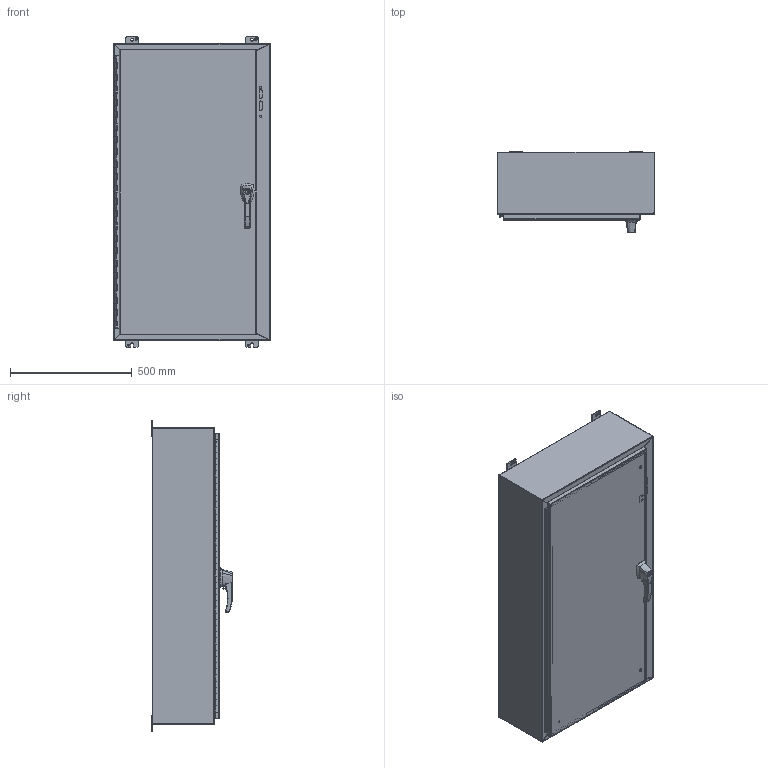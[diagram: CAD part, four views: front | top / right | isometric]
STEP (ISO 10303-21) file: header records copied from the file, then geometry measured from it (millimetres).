
FILE_DESCRIPTION (( 'STEP AP203' ), '1' );
FILE_NAME ('1447SQ10HK_Default.step', '2019-11-12T15:00:22', ( '' ), ( '' ), 'SwSTEP 2.0', 'SolidWorks 2019', '' );
FILE_SCHEMA (( 'CONFIG_CONTROL_DESIGN' ));
Products named in the file (1): 1447SQ10HK_Default
Bounding box: 644.52 x 334.7 x 1276.35 mm (x, y, z)
Volume: 7352182.7 mm3; surface area: 7394531.7 mm2
Topology: 68 solids, 69 shells, 1968 faces, 4990 edges, 3217 vertices
Faces by surface type: plane 994, cylinder 788, bspline 127, cone 59
Entity records: 97948 total; most frequent: CARTESIAN_POINT 50419, ORIENTED_EDGE 9968, DIRECTION 9683, EDGE_CURVE 4984, AXIS2_PLACEMENT_3D 3323, VERTEX_POINT 3217, VECTOR 3037, LINE 3037
